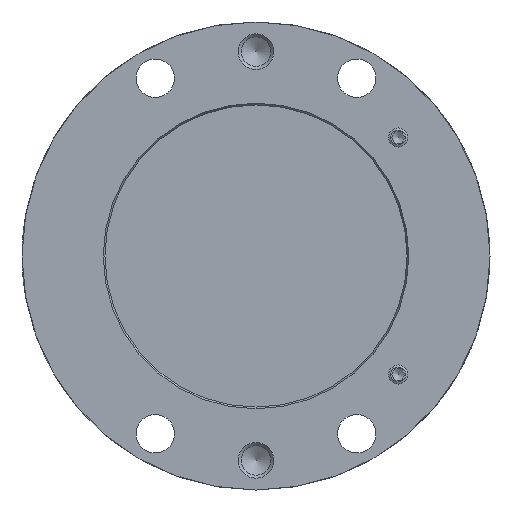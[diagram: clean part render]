
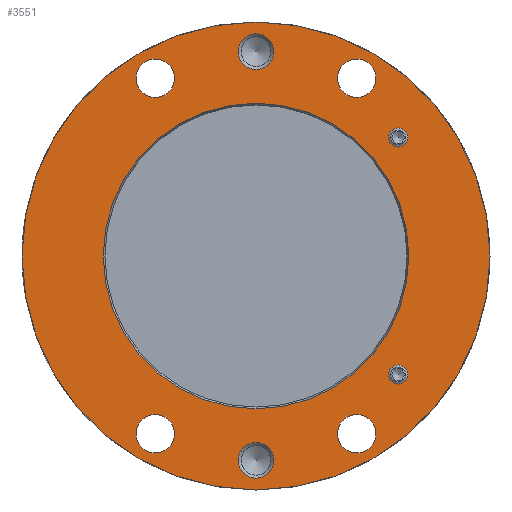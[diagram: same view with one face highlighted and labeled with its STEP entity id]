
A CAD part, front view. The second image highlights one B-rep face of the part: STEP entity #3551.
In plain terms, the highlighted planar face has unit normal (0, -1, 0).
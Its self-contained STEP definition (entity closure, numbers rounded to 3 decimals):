
#146=FACE_BOUND('',#614,.T.);
#147=FACE_BOUND('',#615,.T.);
#148=FACE_BOUND('',#616,.T.);
#149=FACE_BOUND('',#617,.T.);
#150=FACE_BOUND('',#618,.T.);
#151=FACE_BOUND('',#619,.T.);
#152=FACE_BOUND('',#620,.T.);
#153=FACE_BOUND('',#621,.T.);
#154=FACE_BOUND('',#622,.T.);
#239=PLANE('',#3983);
#403=FACE_OUTER_BOUND('',#613,.T.);
#613=EDGE_LOOP('',(#2655));
#614=EDGE_LOOP('',(#2656));
#615=EDGE_LOOP('',(#2657,#2658));
#616=EDGE_LOOP('',(#2659,#2660));
#617=EDGE_LOOP('',(#2661,#2662));
#618=EDGE_LOOP('',(#2663,#2664));
#619=EDGE_LOOP('',(#2665,#2666));
#620=EDGE_LOOP('',(#2667,#2668));
#621=EDGE_LOOP('',(#2669));
#622=EDGE_LOOP('',(#2670));
#1302=CIRCLE('',#3981,3.);
#1304=CIRCLE('',#3984,39.5);
#1305=CIRCLE('',#3985,3.);
#1306=CIRCLE('',#3986,3.25);
#1307=CIRCLE('',#3987,3.25);
#1308=CIRCLE('',#3988,3.25);
#1309=CIRCLE('',#3989,3.25);
#1310=CIRCLE('',#3990,3.25);
#1311=CIRCLE('',#3991,3.25);
#1312=CIRCLE('',#3992,3.25);
#1313=CIRCLE('',#3993,3.25);
#1314=CIRCLE('',#3994,1.621);
#1315=CIRCLE('',#3995,1.621);
#1316=CIRCLE('',#3996,1.621);
#1317=CIRCLE('',#3997,1.621);
#1318=CIRCLE('',#3998,25.789);
#1618=VERTEX_POINT('',#5980);
#1619=VERTEX_POINT('',#5985);
#1620=VERTEX_POINT('',#5987);
#1621=VERTEX_POINT('',#5989);
#1622=VERTEX_POINT('',#5990);
#1623=VERTEX_POINT('',#5993);
#1624=VERTEX_POINT('',#5994);
#1625=VERTEX_POINT('',#5997);
#1626=VERTEX_POINT('',#5998);
#1627=VERTEX_POINT('',#6001);
#1628=VERTEX_POINT('',#6002);
#1629=VERTEX_POINT('',#6005);
#1630=VERTEX_POINT('',#6006);
#1631=VERTEX_POINT('',#6009);
#1632=VERTEX_POINT('',#6010);
#1633=VERTEX_POINT('',#6013);
#2012=EDGE_CURVE('',#1618,#1618,#1302,.T.);
#2014=EDGE_CURVE('',#1619,#1619,#1304,.T.);
#2015=EDGE_CURVE('',#1620,#1620,#1305,.T.);
#2016=EDGE_CURVE('',#1621,#1622,#1306,.T.);
#2017=EDGE_CURVE('',#1622,#1621,#1307,.T.);
#2018=EDGE_CURVE('',#1623,#1624,#1308,.T.);
#2019=EDGE_CURVE('',#1624,#1623,#1309,.T.);
#2020=EDGE_CURVE('',#1625,#1626,#1310,.T.);
#2021=EDGE_CURVE('',#1626,#1625,#1311,.T.);
#2022=EDGE_CURVE('',#1627,#1628,#1312,.T.);
#2023=EDGE_CURVE('',#1628,#1627,#1313,.T.);
#2024=EDGE_CURVE('',#1629,#1630,#1314,.T.);
#2025=EDGE_CURVE('',#1630,#1629,#1315,.T.);
#2026=EDGE_CURVE('',#1631,#1632,#1316,.T.);
#2027=EDGE_CURVE('',#1632,#1631,#1317,.T.);
#2028=EDGE_CURVE('',#1633,#1633,#1318,.T.);
#2655=ORIENTED_EDGE('',*,*,#2014,.T.);
#2656=ORIENTED_EDGE('',*,*,#2015,.F.);
#2657=ORIENTED_EDGE('',*,*,#2016,.T.);
#2658=ORIENTED_EDGE('',*,*,#2017,.T.);
#2659=ORIENTED_EDGE('',*,*,#2018,.T.);
#2660=ORIENTED_EDGE('',*,*,#2019,.T.);
#2661=ORIENTED_EDGE('',*,*,#2020,.T.);
#2662=ORIENTED_EDGE('',*,*,#2021,.T.);
#2663=ORIENTED_EDGE('',*,*,#2022,.T.);
#2664=ORIENTED_EDGE('',*,*,#2023,.T.);
#2665=ORIENTED_EDGE('',*,*,#2024,.T.);
#2666=ORIENTED_EDGE('',*,*,#2025,.T.);
#2667=ORIENTED_EDGE('',*,*,#2026,.T.);
#2668=ORIENTED_EDGE('',*,*,#2027,.T.);
#2669=ORIENTED_EDGE('',*,*,#2028,.F.);
#2670=ORIENTED_EDGE('',*,*,#2012,.F.);
#3551=ADVANCED_FACE('',(#403,#146,#147,#148,#149,#150,#151,#152,#153,#154),
#239,.F.);
#3981=AXIS2_PLACEMENT_3D('',#5982,#4665,#4666);
#3983=AXIS2_PLACEMENT_3D('',#5984,#4669,#4670);
#3984=AXIS2_PLACEMENT_3D('',#5986,#4671,#4672);
#3985=AXIS2_PLACEMENT_3D('',#5988,#4673,#4674);
#3986=AXIS2_PLACEMENT_3D('',#5991,#4675,#4676);
#3987=AXIS2_PLACEMENT_3D('',#5992,#4677,#4678);
#3988=AXIS2_PLACEMENT_3D('',#5995,#4679,#4680);
#3989=AXIS2_PLACEMENT_3D('',#5996,#4681,#4682);
#3990=AXIS2_PLACEMENT_3D('',#5999,#4683,#4684);
#3991=AXIS2_PLACEMENT_3D('',#6000,#4685,#4686);
#3992=AXIS2_PLACEMENT_3D('',#6003,#4687,#4688);
#3993=AXIS2_PLACEMENT_3D('',#6004,#4689,#4690);
#3994=AXIS2_PLACEMENT_3D('',#6007,#4691,#4692);
#3995=AXIS2_PLACEMENT_3D('',#6008,#4693,#4694);
#3996=AXIS2_PLACEMENT_3D('',#6011,#4695,#4696);
#3997=AXIS2_PLACEMENT_3D('',#6012,#4697,#4698);
#3998=AXIS2_PLACEMENT_3D('',#6014,#4699,#4700);
#4665=DIRECTION('center_axis',(0.,-1.,0.));
#4666=DIRECTION('ref_axis',(-1.,0.,0.));
#4669=DIRECTION('center_axis',(0.,1.,0.));
#4670=DIRECTION('ref_axis',(0.,0.,1.));
#4671=DIRECTION('center_axis',(0.,-1.,0.));
#4672=DIRECTION('ref_axis',(1.,0.,0.));
#4673=DIRECTION('center_axis',(0.,-1.,0.));
#4674=DIRECTION('ref_axis',(-1.,0.,0.));
#4675=DIRECTION('center_axis',(0.,1.,0.));
#4676=DIRECTION('ref_axis',(1.,0.,0.));
#4677=DIRECTION('center_axis',(0.,1.,0.));
#4678=DIRECTION('ref_axis',(1.,0.,0.));
#4679=DIRECTION('center_axis',(0.,1.,0.));
#4680=DIRECTION('ref_axis',(1.,0.,0.));
#4681=DIRECTION('center_axis',(0.,1.,0.));
#4682=DIRECTION('ref_axis',(1.,0.,0.));
#4683=DIRECTION('center_axis',(0.,1.,0.));
#4684=DIRECTION('ref_axis',(1.,0.,0.));
#4685=DIRECTION('center_axis',(0.,1.,0.));
#4686=DIRECTION('ref_axis',(1.,0.,0.));
#4687=DIRECTION('center_axis',(0.,1.,0.));
#4688=DIRECTION('ref_axis',(1.,0.,0.));
#4689=DIRECTION('center_axis',(0.,1.,0.));
#4690=DIRECTION('ref_axis',(1.,0.,0.));
#4691=DIRECTION('center_axis',(0.,1.,0.));
#4692=DIRECTION('ref_axis',(1.,0.,0.));
#4693=DIRECTION('center_axis',(0.,1.,0.));
#4694=DIRECTION('ref_axis',(1.,0.,0.));
#4695=DIRECTION('center_axis',(0.,1.,0.));
#4696=DIRECTION('ref_axis',(1.,0.,0.));
#4697=DIRECTION('center_axis',(0.,1.,0.));
#4698=DIRECTION('ref_axis',(1.,0.,0.));
#4699=DIRECTION('center_axis',(0.,-1.,0.));
#4700=DIRECTION('ref_axis',(0.,0.,1.));
#5980=CARTESIAN_POINT('',(3.,0.,34.5));
#5982=CARTESIAN_POINT('Origin',(0.,0.,34.5));
#5984=CARTESIAN_POINT('Origin',(0.,0.,0.));
#5985=CARTESIAN_POINT('',(-39.5,0.,0.));
#5986=CARTESIAN_POINT('Origin',(0.,0.,0.));
#5987=CARTESIAN_POINT('',(3.,0.,-34.5));
#5988=CARTESIAN_POINT('Origin',(0.,0.,-34.5));
#5989=CARTESIAN_POINT('',(-13.75,0.,30.));
#5990=CARTESIAN_POINT('',(-20.25,0.,30.));
#5991=CARTESIAN_POINT('Origin',(-17.,0.,30.));
#5992=CARTESIAN_POINT('Origin',(-17.,0.,30.));
#5993=CARTESIAN_POINT('',(20.25,0.,30.));
#5994=CARTESIAN_POINT('',(13.75,0.,30.));
#5995=CARTESIAN_POINT('Origin',(17.,0.,30.));
#5996=CARTESIAN_POINT('Origin',(17.,0.,30.));
#5997=CARTESIAN_POINT('',(20.25,0.,-30.));
#5998=CARTESIAN_POINT('',(13.75,0.,-30.));
#5999=CARTESIAN_POINT('Origin',(17.,0.,-30.));
#6000=CARTESIAN_POINT('Origin',(17.,0.,-30.));
#6001=CARTESIAN_POINT('',(-13.75,0.,-30.));
#6002=CARTESIAN_POINT('',(-20.25,0.,-30.));
#6003=CARTESIAN_POINT('Origin',(-17.,0.,-30.));
#6004=CARTESIAN_POINT('Origin',(-17.,0.,-30.));
#6005=CARTESIAN_POINT('',(25.621,0.,20.));
#6006=CARTESIAN_POINT('',(22.379,0.,20.));
#6007=CARTESIAN_POINT('Origin',(24.,0.,20.));
#6008=CARTESIAN_POINT('Origin',(24.,0.,20.));
#6009=CARTESIAN_POINT('',(25.621,0.,-20.));
#6010=CARTESIAN_POINT('',(22.379,0.,-20.));
#6011=CARTESIAN_POINT('Origin',(24.,0.,-20.));
#6012=CARTESIAN_POINT('Origin',(24.,0.,-20.));
#6013=CARTESIAN_POINT('',(0.,0.,-25.789));
#6014=CARTESIAN_POINT('Origin',(0.,0.,0.));
